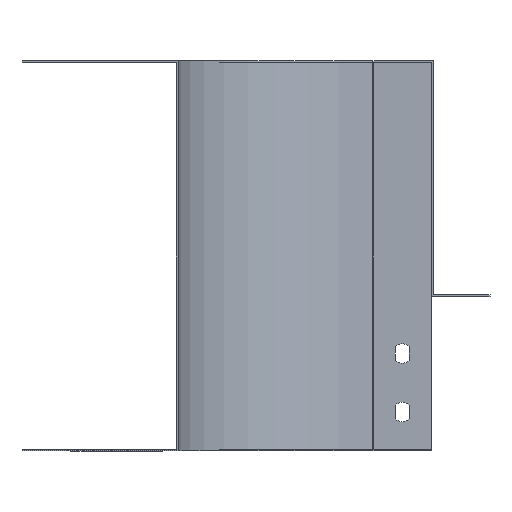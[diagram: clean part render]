
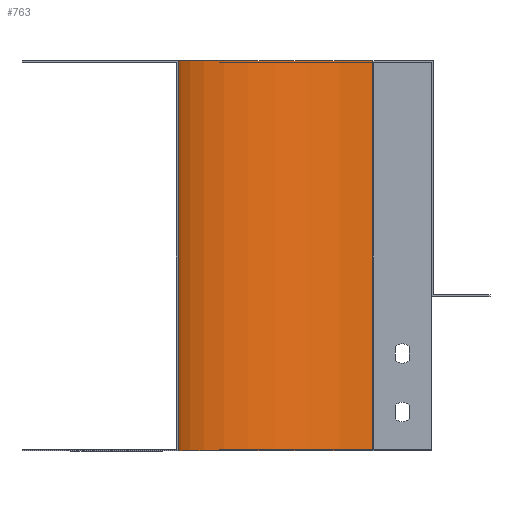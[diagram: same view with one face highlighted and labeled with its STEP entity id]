
A CAD part, left-side view. The second image highlights one B-rep face of the part: STEP entity #763.
In plain terms, the highlighted cylindrical face has radius 100 mm (diameter 200 mm), a partial arc.
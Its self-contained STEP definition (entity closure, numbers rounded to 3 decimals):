
#2 = CARTESIAN_POINT ( 'NONE',  ( 0., 30., 1. ) ) ;
#72 = CARTESIAN_POINT ( 'NONE',  ( 0., 30., -199. ) ) ;
#111 = LINE ( 'NONE', #1011, #112 ) ;
#112 = VECTOR ( 'NONE', #1044, 1000. ) ;
#173 = CIRCLE ( 'NONE', #403, 100. ) ;
#191 = CIRCLE ( 'NONE', #404, 100. ) ;
#193 = LINE ( 'NONE', #1136, #195 ) ;
#195 = VECTOR ( 'NONE', #1137, 1000. ) ;
#306 = VERTEX_POINT ( 'NONE', #2 ) ;
#308 = VERTEX_POINT ( 'NONE', #72 ) ;
#347 = VERTEX_POINT ( 'NONE', #881 ) ;
#349 = VERTEX_POINT ( 'NONE', #879 ) ;
#378 = ORIENTED_EDGE ( 'NONE', *, *, #2082, .F. ) ;
#403 = AXIS2_PLACEMENT_3D ( 'NONE', #1155, #1156, #1157 ) ;
#404 = AXIS2_PLACEMENT_3D ( 'NONE', #1150, #1151, #1152 ) ;
#737 = AXIS2_PLACEMENT_3D ( 'NONE', #2203, #2209, #2196 ) ;
#763 = ADVANCED_FACE ( 'NONE', ( #1704 ), #1713, .F. ) ;
#879 = CARTESIAN_POINT ( 'NONE',  ( -100., 130., 1. ) ) ;
#881 = CARTESIAN_POINT ( 'NONE',  ( -100., 130., -199. ) ) ;
#1011 = CARTESIAN_POINT ( 'NONE',  ( -100., 130., 1. ) ) ;
#1044 = DIRECTION ( 'NONE',  ( 0., 0., -1. ) ) ;
#1136 = CARTESIAN_POINT ( 'NONE',  ( 0., 30., 1. ) ) ;
#1137 = DIRECTION ( 'NONE',  ( 0., 0., -1. ) ) ;
#1150 = CARTESIAN_POINT ( 'NONE',  ( -100., 30., -199. ) ) ;
#1151 = DIRECTION ( 'NONE',  ( 0., 0., -1. ) ) ;
#1152 = DIRECTION ( 'NONE',  ( -1., 0., 0. ) ) ;
#1155 = CARTESIAN_POINT ( 'NONE',  ( -100., 30., 1. ) ) ;
#1156 = DIRECTION ( 'NONE',  ( 0., 0., -1. ) ) ;
#1157 = DIRECTION ( 'NONE',  ( -1., 0., 0. ) ) ;
#1704 = FACE_OUTER_BOUND ( 'NONE', #2266, .T. ) ;
#1713 = CYLINDRICAL_SURFACE ( 'NONE', #737, 100. ) ;
#2034 = EDGE_CURVE ( 'NONE', #349, #347, #111, .T. ) ;
#2081 = EDGE_CURVE ( 'NONE', #347, #308, #191, .T. ) ;
#2082 = EDGE_CURVE ( 'NONE', #306, #308, #193, .T. ) ;
#2083 = EDGE_CURVE ( 'NONE', #349, #306, #173, .T. ) ;
#2196 = DIRECTION ( 'NONE',  ( -1., 0., 0. ) ) ;
#2203 = CARTESIAN_POINT ( 'NONE',  ( -100., 30., 1. ) ) ;
#2209 = DIRECTION ( 'NONE',  ( 0., 0., -1. ) ) ;
#2266 = EDGE_LOOP ( 'NONE', ( #2493, #2492, #378, #2519 ) ) ;
#2492 = ORIENTED_EDGE ( 'NONE', *, *, #2081, .T. ) ;
#2493 = ORIENTED_EDGE ( 'NONE', *, *, #2034, .T. ) ;
#2519 = ORIENTED_EDGE ( 'NONE', *, *, #2083, .F. ) ;
